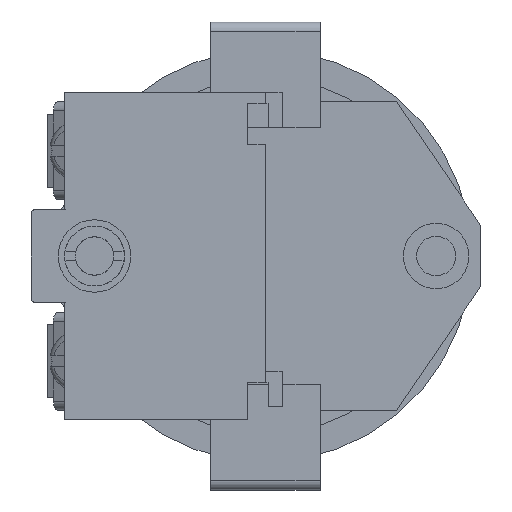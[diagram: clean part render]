
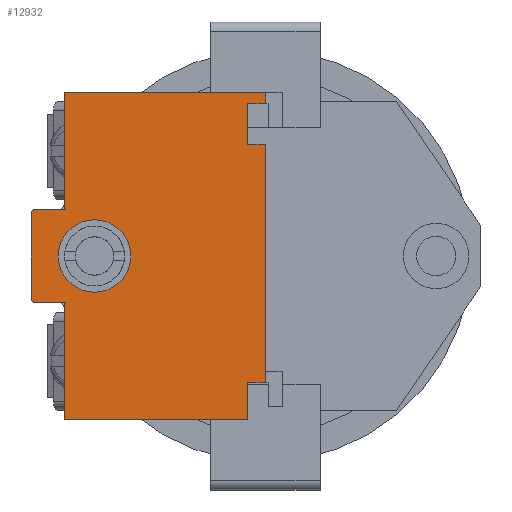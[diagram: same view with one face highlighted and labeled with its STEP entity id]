
A CAD part, front view. The second image highlights one B-rep face of the part: STEP entity #12932.
In plain terms, the highlighted planar face has unit normal (0, -1, 0).
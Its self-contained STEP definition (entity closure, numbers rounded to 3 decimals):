
#147 = ORIENTED_EDGE ( 'NONE', *, *, #1861, .T. ) ;
#174 = DIRECTION ( 'NONE',  ( 1., 0., 0. ) ) ;
#272 = EDGE_CURVE ( 'NONE', #4624, #2429, #1590, .T. ) ;
#413 = VECTOR ( 'NONE', #1735, 1000. ) ;
#545 = VERTEX_POINT ( 'NONE', #11882 ) ;
#627 = AXIS2_PLACEMENT_3D ( 'NONE', #2587, #6672, #10788 ) ;
#646 = DIRECTION ( 'NONE',  ( -1., 0., 0. ) ) ;
#655 = VECTOR ( 'NONE', #1727, 1000. ) ;
#768 = EDGE_CURVE ( 'NONE', #9373, #1061, #1116, .T. ) ;
#790 = EDGE_CURVE ( 'NONE', #4084, #10501, #2832, .T. ) ;
#813 = FACE_BOUND ( 'NONE', #12265, .T. ) ;
#938 = EDGE_CURVE ( 'NONE', #2429, #5519, #6144, .T. ) ;
#990 = CARTESIAN_POINT ( 'NONE',  ( -1.9, -45.1, -13.5 ) ) ;
#1061 = VERTEX_POINT ( 'NONE', #9501 ) ;
#1116 = LINE ( 'NONE', #4103, #13089 ) ;
#1227 = CARTESIAN_POINT ( 'NONE',  ( -1.9, -45.1, 11.9 ) ) ;
#1246 = ORIENTED_EDGE ( 'NONE', *, *, #10793, .T. ) ;
#1335 = EDGE_CURVE ( 'NONE', #9373, #5001, #8328, .T. ) ;
#1351 = CARTESIAN_POINT ( 'NONE',  ( 0.3, -45.1, -13.5 ) ) ;
#1357 = DIRECTION ( 'NONE',  ( 1., 0., 0. ) ) ;
#1590 = CIRCLE ( 'NONE', #1769, 0.5 ) ;
#1727 = DIRECTION ( 'NONE',  ( 0., 0., -1. ) ) ;
#1735 = DIRECTION ( 'NONE',  ( 0., 0., -1. ) ) ;
#1769 = AXIS2_PLACEMENT_3D ( 'NONE', #3796, #7490, #10851 ) ;
#1783 = CARTESIAN_POINT ( 'NONE',  ( -1.9, -45.1, -17.5 ) ) ;
#1861 = EDGE_CURVE ( 'NONE', #545, #5026, #12179, .T. ) ;
#1869 = CARTESIAN_POINT ( 'NONE',  ( -1.9, -45.1, -17.5 ) ) ;
#1901 = CARTESIAN_POINT ( 'NONE',  ( -21.5, -45.1, 5. ) ) ;
#1999 = EDGE_LOOP ( 'NONE', ( #12686, #7186, #4220, #10829, #8611, #5463, #1246, #3237, #3199, #3247, #12582, #12608, #5152, #9074, #11150, #10198 ) ) ;
#2133 = CARTESIAN_POINT ( 'NONE',  ( -24.5, -45.1, 4.5 ) ) ;
#2135 = VECTOR ( 'NONE', #3023, 1000. ) ;
#2155 = DIRECTION ( 'NONE',  ( -1., 0., 0. ) ) ;
#2229 = CARTESIAN_POINT ( 'NONE',  ( -12.5, -45.1, 0. ) ) ;
#2250 = LINE ( 'NONE', #3630, #655 ) ;
#2274 = DIRECTION ( 'NONE',  ( 0., 1., 0. ) ) ;
#2282 = EDGE_CURVE ( 'NONE', #11524, #7347, #5409, .T. ) ;
#2318 = VECTOR ( 'NONE', #6236, 1000. ) ;
#2429 = VERTEX_POINT ( 'NONE', #12434 ) ;
#2495 = VECTOR ( 'NONE', #4466, 1000. ) ;
#2528 = CARTESIAN_POINT ( 'NONE',  ( -24.5, -45.1, 5. ) ) ;
#2587 = CARTESIAN_POINT ( 'NONE',  ( -18.25, -45.1, 0. ) ) ;
#2623 = EDGE_CURVE ( 'NONE', #5519, #10501, #2250, .T. ) ;
#2832 = LINE ( 'NONE', #4059, #12927 ) ;
#3023 = DIRECTION ( 'NONE',  ( 0., 0., 1. ) ) ;
#3199 = ORIENTED_EDGE ( 'NONE', *, *, #272, .T. ) ;
#3237 = ORIENTED_EDGE ( 'NONE', *, *, #3676, .F. ) ;
#3247 = ORIENTED_EDGE ( 'NONE', *, *, #938, .T. ) ;
#3347 = CARTESIAN_POINT ( 'NONE',  ( -25., -45.1, -5. ) ) ;
#3486 = CARTESIAN_POINT ( 'NONE',  ( -1.9, -45.1, 16.3 ) ) ;
#3586 = DIRECTION ( 'NONE',  ( 0., 1., 0. ) ) ;
#3630 = CARTESIAN_POINT ( 'NONE',  ( -21.5, -45.1, -5. ) ) ;
#3676 = EDGE_CURVE ( 'NONE', #4624, #6760, #6181, .T. ) ;
#3796 = CARTESIAN_POINT ( 'NONE',  ( -24.5, -45.1, -4.5 ) ) ;
#3871 = VECTOR ( 'NONE', #9825, 1000. ) ;
#4059 = CARTESIAN_POINT ( 'NONE',  ( -25., -45.1, -17.5 ) ) ;
#4084 = VERTEX_POINT ( 'NONE', #1869 ) ;
#4103 = CARTESIAN_POINT ( 'NONE',  ( 0., -45.1, 17.5 ) ) ;
#4220 = ORIENTED_EDGE ( 'NONE', *, *, #5852, .F. ) ;
#4240 = DIRECTION ( 'NONE',  ( 0., 0., -1. ) ) ;
#4244 = ORIENTED_EDGE ( 'NONE', *, *, #9981, .T. ) ;
#4356 = CARTESIAN_POINT ( 'NONE',  ( -14.375, -45.1, 0. ) ) ;
#4466 = DIRECTION ( 'NONE',  ( 1., 0., 0. ) ) ;
#4544 = EDGE_CURVE ( 'NONE', #11426, #12860, #12922, .T. ) ;
#4574 = CARTESIAN_POINT ( 'NONE',  ( 0., -45.1, 11.9 ) ) ;
#4624 = VERTEX_POINT ( 'NONE', #12856 ) ;
#4686 = LINE ( 'NONE', #5733, #413 ) ;
#4963 = LINE ( 'NONE', #1783, #2135 ) ;
#5001 = VERTEX_POINT ( 'NONE', #1227 ) ;
#5026 = VERTEX_POINT ( 'NONE', #4356 ) ;
#5105 = CARTESIAN_POINT ( 'NONE',  ( -21.5, -45.1, -5. ) ) ;
#5152 = ORIENTED_EDGE ( 'NONE', *, *, #6685, .T. ) ;
#5185 = DIRECTION ( 'NONE',  ( -1., 0., 0. ) ) ;
#5409 = LINE ( 'NONE', #10169, #10462 ) ;
#5463 = ORIENTED_EDGE ( 'NONE', *, *, #2282, .F. ) ;
#5519 = VERTEX_POINT ( 'NONE', #5105 ) ;
#5610 = CARTESIAN_POINT ( 'NONE',  ( -1.9, -45.1, 16.3 ) ) ;
#5733 = CARTESIAN_POINT ( 'NONE',  ( 0., -45.1, 17.5 ) ) ;
#5825 = VERTEX_POINT ( 'NONE', #5610 ) ;
#5852 = EDGE_CURVE ( 'NONE', #12860, #6941, #4686, .T. ) ;
#5866 = CARTESIAN_POINT ( 'NONE',  ( -21.5, -45.1, 5. ) ) ;
#6144 = LINE ( 'NONE', #3347, #8189 ) ;
#6181 = LINE ( 'NONE', #6549, #8526 ) ;
#6236 = DIRECTION ( 'NONE',  ( 1., 0., 0. ) ) ;
#6383 = CARTESIAN_POINT ( 'NONE',  ( -1.9, -45.1, 16.3 ) ) ;
#6549 = CARTESIAN_POINT ( 'NONE',  ( -25., -45.1, 17.5 ) ) ;
#6598 = CARTESIAN_POINT ( 'NONE',  ( -25., -45.1, 17.5 ) ) ;
#6632 = CARTESIAN_POINT ( 'NONE',  ( -18.25, -45.1, 0. ) ) ;
#6672 = DIRECTION ( 'NONE',  ( 0., 1., 0. ) ) ;
#6685 = EDGE_CURVE ( 'NONE', #4084, #8436, #4963, .T. ) ;
#6760 = VERTEX_POINT ( 'NONE', #9963 ) ;
#6941 = VERTEX_POINT ( 'NONE', #7287 ) ;
#6988 = DIRECTION ( 'NONE',  ( -1., 0., 0. ) ) ;
#7100 = DIRECTION ( 'NONE',  ( 0., -1., 0. ) ) ;
#7186 = ORIENTED_EDGE ( 'NONE', *, *, #9886, .T. ) ;
#7213 = AXIS2_PLACEMENT_3D ( 'NONE', #2229, #2274, #9314 ) ;
#7287 = CARTESIAN_POINT ( 'NONE',  ( 0., -45.1, 16.3 ) ) ;
#7333 = CIRCLE ( 'NONE', #12901, 0.5 ) ;
#7347 = VERTEX_POINT ( 'NONE', #1901 ) ;
#7490 = DIRECTION ( 'NONE',  ( 0., -1., 0. ) ) ;
#7604 = DIRECTION ( 'NONE',  ( 1., 0., 0. ) ) ;
#7652 = EDGE_CURVE ( 'NONE', #5001, #5825, #8237, .T. ) ;
#7836 = LINE ( 'NONE', #6383, #2495 ) ;
#7865 = CARTESIAN_POINT ( 'NONE',  ( -12.5, -45.1, 11.9 ) ) ;
#8144 = CIRCLE ( 'NONE', #627, 3.875 ) ;
#8189 = VECTOR ( 'NONE', #1357, 1000. ) ;
#8237 = LINE ( 'NONE', #3486, #8997 ) ;
#8254 = PLANE ( 'NONE',  #7213 ) ;
#8328 = LINE ( 'NONE', #7865, #8625 ) ;
#8436 = VERTEX_POINT ( 'NONE', #990 ) ;
#8526 = VECTOR ( 'NONE', #8556, 1000. ) ;
#8556 = DIRECTION ( 'NONE',  ( 0., 0., 1. ) ) ;
#8611 = ORIENTED_EDGE ( 'NONE', *, *, #10726, .F. ) ;
#8625 = VECTOR ( 'NONE', #6988, 1000. ) ;
#8723 = CARTESIAN_POINT ( 'NONE',  ( -21.5, -45.1, -17.5 ) ) ;
#8997 = VECTOR ( 'NONE', #9537, 1000. ) ;
#9074 = ORIENTED_EDGE ( 'NONE', *, *, #10430, .T. ) ;
#9215 = LINE ( 'NONE', #5866, #3871 ) ;
#9314 = DIRECTION ( 'NONE',  ( -1., 0., 0. ) ) ;
#9373 = VERTEX_POINT ( 'NONE', #4574 ) ;
#9403 = CARTESIAN_POINT ( 'NONE',  ( 0., -45.1, 17.5 ) ) ;
#9501 = CARTESIAN_POINT ( 'NONE',  ( 0., -45.1, -13.5 ) ) ;
#9537 = DIRECTION ( 'NONE',  ( 0., 0., 1. ) ) ;
#9598 = CARTESIAN_POINT ( 'NONE',  ( -21.5, -45.1, 17.5 ) ) ;
#9700 = LINE ( 'NONE', #1351, #2318 ) ;
#9825 = DIRECTION ( 'NONE',  ( 0., 0., 1. ) ) ;
#9886 = EDGE_CURVE ( 'NONE', #5825, #6941, #7836, .T. ) ;
#9963 = CARTESIAN_POINT ( 'NONE',  ( -25., -45.1, 4.5 ) ) ;
#9981 = EDGE_CURVE ( 'NONE', #5026, #545, #8144, .T. ) ;
#10169 = CARTESIAN_POINT ( 'NONE',  ( -25., -45.1, 5. ) ) ;
#10198 = ORIENTED_EDGE ( 'NONE', *, *, #1335, .T. ) ;
#10430 = EDGE_CURVE ( 'NONE', #8436, #1061, #9700, .T. ) ;
#10462 = VECTOR ( 'NONE', #174, 1000. ) ;
#10501 = VERTEX_POINT ( 'NONE', #8723 ) ;
#10711 = VECTOR ( 'NONE', #7604, 1000. ) ;
#10726 = EDGE_CURVE ( 'NONE', #7347, #11426, #9215, .T. ) ;
#10788 = DIRECTION ( 'NONE',  ( -1., 0., 0. ) ) ;
#10793 = EDGE_CURVE ( 'NONE', #11524, #6760, #7333, .T. ) ;
#10829 = ORIENTED_EDGE ( 'NONE', *, *, #4544, .F. ) ;
#10851 = DIRECTION ( 'NONE',  ( -1., 0., 0. ) ) ;
#11000 = AXIS2_PLACEMENT_3D ( 'NONE', #6632, #3586, #646 ) ;
#11150 = ORIENTED_EDGE ( 'NONE', *, *, #768, .F. ) ;
#11426 = VERTEX_POINT ( 'NONE', #9598 ) ;
#11524 = VERTEX_POINT ( 'NONE', #2528 ) ;
#11882 = CARTESIAN_POINT ( 'NONE',  ( -22.125, -45.1, 0. ) ) ;
#12179 = CIRCLE ( 'NONE', #11000, 3.875 ) ;
#12265 = EDGE_LOOP ( 'NONE', ( #4244, #147 ) ) ;
#12434 = CARTESIAN_POINT ( 'NONE',  ( -24.5, -45.1, -5. ) ) ;
#12488 = FACE_OUTER_BOUND ( 'NONE', #1999, .T. ) ;
#12582 = ORIENTED_EDGE ( 'NONE', *, *, #2623, .T. ) ;
#12608 = ORIENTED_EDGE ( 'NONE', *, *, #790, .F. ) ;
#12686 = ORIENTED_EDGE ( 'NONE', *, *, #7652, .T. ) ;
#12856 = CARTESIAN_POINT ( 'NONE',  ( -25., -45.1, -4.5 ) ) ;
#12860 = VERTEX_POINT ( 'NONE', #9403 ) ;
#12901 = AXIS2_PLACEMENT_3D ( 'NONE', #2133, #7100, #5185 ) ;
#12922 = LINE ( 'NONE', #6598, #10711 ) ;
#12927 = VECTOR ( 'NONE', #2155, 1000. ) ;
#12932 = ADVANCED_FACE ( 'NONE', ( #813, #12488 ), #8254, .F. ) ;
#13089 = VECTOR ( 'NONE', #4240, 1000. ) ;
